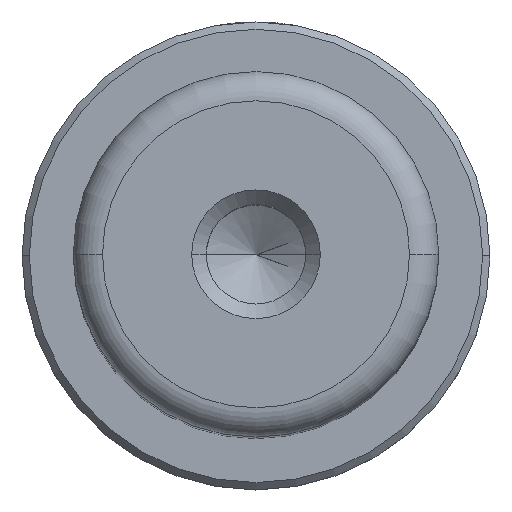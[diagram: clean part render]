
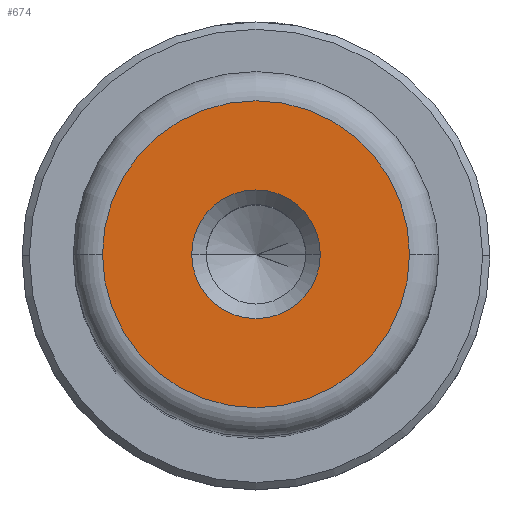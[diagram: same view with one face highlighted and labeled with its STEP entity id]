
A CAD part, top view. The second image highlights one B-rep face of the part: STEP entity #674.
In plain terms, the highlighted planar face has unit normal (0, 0, 1).
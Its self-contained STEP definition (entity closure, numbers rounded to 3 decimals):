
#42 = CIRCLE ( 'NONE', #1389, 10.5 ) ;
#115 = DIRECTION ( 'NONE',  ( 1., 0., 0. ) ) ;
#118 = DIRECTION ( 'NONE',  ( 0., 0., -1. ) ) ;
#133 = ORIENTED_EDGE ( 'NONE', *, *, #1090, .T. ) ;
#134 = ORIENTED_EDGE ( 'NONE', *, *, #793, .T. ) ;
#135 = CARTESIAN_POINT ( 'NONE',  ( 0., 0., 86. ) ) ;
#136 = CARTESIAN_POINT ( 'NONE',  ( 0., 0., 86. ) ) ;
#147 = CARTESIAN_POINT ( 'NONE',  ( -4.4, 0., 86. ) ) ;
#273 = AXIS2_PLACEMENT_3D ( 'NONE', #136, #1313, #326 ) ;
#326 = DIRECTION ( 'NONE',  ( 1., 0., 0. ) ) ;
#437 = VERTEX_POINT ( 'NONE', #1594 ) ;
#458 = VERTEX_POINT ( 'NONE', #1614 ) ;
#590 = DIRECTION ( 'NONE',  ( 0., 0., 1. ) ) ;
#626 = DIRECTION ( 'NONE',  ( 1., 0., 0. ) ) ;
#632 = DIRECTION ( 'NONE',  ( 0., 0., 1. ) ) ;
#640 = PLANE ( 'NONE',  #1095 ) ;
#674 = ADVANCED_FACE ( 'NONE', ( #2018, #1615 ), #640, .T. ) ;
#695 = CARTESIAN_POINT ( 'NONE',  ( 0., 0., 86. ) ) ;
#765 = EDGE_CURVE ( 'NONE', #2030, #2037, #849, .T. ) ;
#793 = EDGE_CURVE ( 'NONE', #437, #458, #1818, .T. ) ;
#840 = AXIS2_PLACEMENT_3D ( 'NONE', #135, #118, #115 ) ;
#849 = CIRCLE ( 'NONE', #840, 4.4 ) ;
#865 = DIRECTION ( 'NONE',  ( 1., 0., 0. ) ) ;
#882 = EDGE_LOOP ( 'NONE', ( #133, #134 ) ) ;
#1090 = EDGE_CURVE ( 'NONE', #458, #437, #42, .T. ) ;
#1095 = AXIS2_PLACEMENT_3D ( 'NONE', #695, #632, #626 ) ;
#1271 = AXIS2_PLACEMENT_3D ( 'NONE', #2087, #1802, #865 ) ;
#1313 = DIRECTION ( 'NONE',  ( 0., 0., -1. ) ) ;
#1389 = AXIS2_PLACEMENT_3D ( 'NONE', #1551, #590, #1708 ) ;
#1442 = ORIENTED_EDGE ( 'NONE', *, *, #765, .T. ) ;
#1503 = ORIENTED_EDGE ( 'NONE', *, *, #1988, .T. ) ;
#1551 = CARTESIAN_POINT ( 'NONE',  ( 0., 0., 86. ) ) ;
#1594 = CARTESIAN_POINT ( 'NONE',  ( -10.5, 0., 86. ) ) ;
#1595 = EDGE_LOOP ( 'NONE', ( #1442, #1503 ) ) ;
#1607 = CIRCLE ( 'NONE', #273, 4.4 ) ;
#1614 = CARTESIAN_POINT ( 'NONE',  ( 10.5, 0., 86. ) ) ;
#1615 = FACE_OUTER_BOUND ( 'NONE', #882, .T. ) ;
#1708 = DIRECTION ( 'NONE',  ( 1., 0., 0. ) ) ;
#1802 = DIRECTION ( 'NONE',  ( 0., 0., 1. ) ) ;
#1818 = CIRCLE ( 'NONE', #1271, 10.5 ) ;
#1949 = CARTESIAN_POINT ( 'NONE',  ( 4.4, 0., 86. ) ) ;
#1988 = EDGE_CURVE ( 'NONE', #2037, #2030, #1607, .T. ) ;
#2018 = FACE_BOUND ( 'NONE', #1595, .T. ) ;
#2030 = VERTEX_POINT ( 'NONE', #1949 ) ;
#2037 = VERTEX_POINT ( 'NONE', #147 ) ;
#2087 = CARTESIAN_POINT ( 'NONE',  ( 0., 0., 86. ) ) ;
